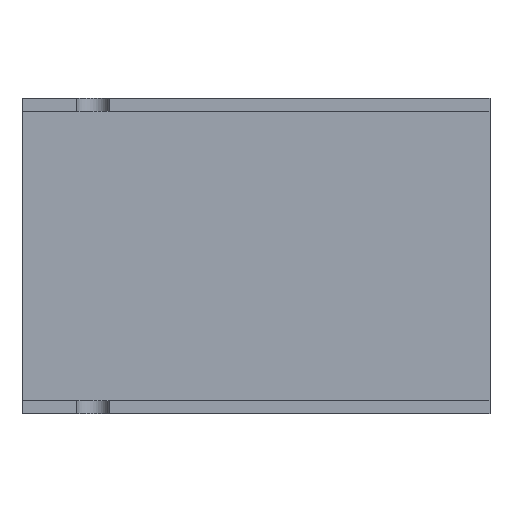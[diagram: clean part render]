
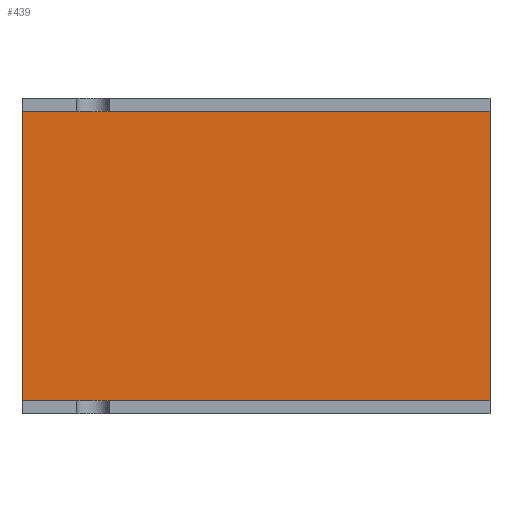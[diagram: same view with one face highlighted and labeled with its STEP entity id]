
A CAD part, top view. The second image highlights one B-rep face of the part: STEP entity #439.
In plain terms, the highlighted planar face has unit normal (0, 0, 1).
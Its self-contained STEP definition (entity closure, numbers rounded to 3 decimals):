
#31=PLANE('',#487);
#53=FACE_OUTER_BOUND('',#79,.T.);
#79=EDGE_LOOP('',(#367,#368,#369,#370));
#109=LINE('',#662,#157);
#116=LINE('',#680,#164);
#125=LINE('',#709,#173);
#126=LINE('',#710,#174);
#157=VECTOR('',#537,10.);
#164=VECTOR('',#552,10.);
#173=VECTOR('',#585,10.);
#174=VECTOR('',#586,10.);
#216=VERTEX_POINT('',#659);
#217=VERTEX_POINT('',#661);
#223=VERTEX_POINT('',#677);
#224=VERTEX_POINT('',#679);
#261=EDGE_CURVE('',#217,#216,#109,.T.);
#270=EDGE_CURVE('',#223,#224,#116,.T.);
#285=EDGE_CURVE('',#224,#216,#125,.T.);
#286=EDGE_CURVE('',#217,#223,#126,.T.);
#367=ORIENTED_EDGE('',*,*,#285,.F.);
#368=ORIENTED_EDGE('',*,*,#270,.F.);
#369=ORIENTED_EDGE('',*,*,#286,.F.);
#370=ORIENTED_EDGE('',*,*,#261,.T.);
#439=ADVANCED_FACE('',(#53),#31,.F.);
#487=AXIS2_PLACEMENT_3D('',#708,#583,#584);
#537=DIRECTION('',(1.,0.,0.));
#552=DIRECTION('',(1.,0.,0.));
#583=DIRECTION('center_axis',(0.,0.,-1.));
#584=DIRECTION('ref_axis',(0.,1.,0.));
#585=DIRECTION('',(0.,-1.,0.));
#586=DIRECTION('',(0.,1.,0.));
#659=CARTESIAN_POINT('',(107.5,-66.5,6.));
#661=CARTESIAN_POINT('',(-107.5,-66.5,6.));
#662=CARTESIAN_POINT('',(-107.5,-66.5,6.));
#677=CARTESIAN_POINT('',(-107.5,66.5,6.));
#679=CARTESIAN_POINT('',(107.5,66.5,6.));
#680=CARTESIAN_POINT('',(-107.5,66.5,6.));
#708=CARTESIAN_POINT('Origin',(-107.5,-66.5,6.));
#709=CARTESIAN_POINT('',(107.5,-69.5,6.));
#710=CARTESIAN_POINT('',(-107.5,3.,6.));
